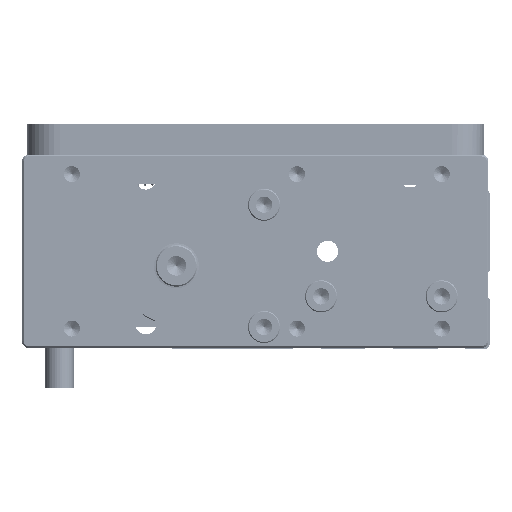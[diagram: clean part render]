
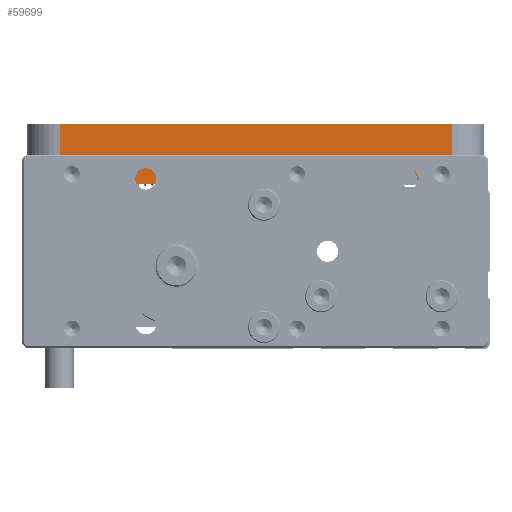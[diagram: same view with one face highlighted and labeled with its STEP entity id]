
A CAD part, left-side view. The second image highlights one B-rep face of the part: STEP entity #59699.
In plain terms, the highlighted face is planar.
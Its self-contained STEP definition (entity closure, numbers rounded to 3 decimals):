
#463 = ORIENTED_EDGE ( 'NONE', *, *, #99303, .T. ) ;
#1731 = LINE ( 'NONE', #66608, #3201 ) ;
#2335 = VECTOR ( 'NONE', #49655, 1000. ) ;
#3201 = VECTOR ( 'NONE', #104718, 1000. ) ;
#3449 = CARTESIAN_POINT ( 'NONE',  ( 75.5, 0., 23. ) ) ;
#4079 = CARTESIAN_POINT ( 'NONE',  ( 75.5, -51.3, 20.8 ) ) ;
#6671 = CARTESIAN_POINT ( 'NONE',  ( 75.5, -55.3, 19. ) ) ;
#8827 = EDGE_CURVE ( 'NONE', #123029, #123078, #88336, .T. ) ;
#9621 = LINE ( 'NONE', #83831, #30459 ) ;
#10546 = LINE ( 'NONE', #96616, #68451 ) ;
#11709 = DIRECTION ( 'NONE',  ( 0., 1., 0. ) ) ;
#13161 = ORIENTED_EDGE ( 'NONE', *, *, #27261, .F. ) ;
#13292 = CARTESIAN_POINT ( 'NONE',  ( 75.5, 19.5, 0. ) ) ;
#13433 = VERTEX_POINT ( 'NONE', #30539 ) ;
#13866 = DIRECTION ( 'NONE',  ( 0., -1., 0. ) ) ;
#16427 = ORIENTED_EDGE ( 'NONE', *, *, #93888, .F. ) ;
#18709 = EDGE_CURVE ( 'NONE', #97924, #87107, #49842, .T. ) ;
#19911 = ORIENTED_EDGE ( 'NONE', *, *, #38543, .F. ) ;
#21241 = EDGE_CURVE ( 'NONE', #123078, #62707, #75815, .T. ) ;
#22672 = CARTESIAN_POINT ( 'NONE',  ( 75.5, 19.5, 18.5 ) ) ;
#22828 = FACE_OUTER_BOUND ( 'NONE', #33890, .T. ) ;
#23445 = PLANE ( 'NONE',  #88989 ) ;
#23946 = CARTESIAN_POINT ( 'NONE',  ( 75.5, -55.3, 15.5 ) ) ;
#26431 = CARTESIAN_POINT ( 'NONE',  ( 75.5, -92., 19. ) ) ;
#26480 = LINE ( 'NONE', #102529, #34345 ) ;
#27194 = DIRECTION ( 'NONE',  ( 0., 0., 1. ) ) ;
#27261 = EDGE_CURVE ( 'NONE', #100052, #56607, #90745, .T. ) ;
#28522 = DIRECTION ( 'NONE',  ( 0., 0., -1. ) ) ;
#30459 = VECTOR ( 'NONE', #27194, 1000. ) ;
#30539 = CARTESIAN_POINT ( 'NONE',  ( 75.5, -102.5, 0. ) ) ;
#31012 = DIRECTION ( 'NONE',  ( 0., 1., 0. ) ) ;
#31670 = CARTESIAN_POINT ( 'NONE',  ( 75.5, 29.5, 0. ) ) ;
#32805 = DIRECTION ( 'NONE',  ( 0., 0., 1. ) ) ;
#32843 = LINE ( 'NONE', #34716, #43749 ) ;
#33243 = DIRECTION ( 'NONE',  ( 1., 0., 0. ) ) ;
#33890 = EDGE_LOOP ( 'NONE', ( #19911, #112092, #104793, #42008, #54155, #119002, #463, #91845, #13161, #16427, #101440, #39020 ) ) ;
#34345 = VECTOR ( 'NONE', #103136, 1000. ) ;
#34716 = CARTESIAN_POINT ( 'NONE',  ( 75.5, -51.3, 18.5 ) ) ;
#36282 = CARTESIAN_POINT ( 'NONE',  ( 75.5, -101., 19. ) ) ;
#37284 = EDGE_CURVE ( 'NONE', #67268, #13433, #26480, .T. ) ;
#38543 = EDGE_CURVE ( 'NONE', #62804, #123029, #97955, .T. ) ;
#39020 = ORIENTED_EDGE ( 'NONE', *, *, #8827, .F. ) ;
#42008 = ORIENTED_EDGE ( 'NONE', *, *, #98177, .F. ) ;
#42586 = CARTESIAN_POINT ( 'NONE',  ( 75.5, -84., 19. ) ) ;
#43667 = VECTOR ( 'NONE', #77241, 1000. ) ;
#43749 = VECTOR ( 'NONE', #119477, 1000. ) ;
#48157 = VECTOR ( 'NONE', #11709, 1000. ) ;
#49655 = DIRECTION ( 'NONE',  ( 0., 1., 0. ) ) ;
#49842 = LINE ( 'NONE', #76027, #43667 ) ;
#52167 = CARTESIAN_POINT ( 'NONE',  ( 75.5, -76., 19. ) ) ;
#54155 = ORIENTED_EDGE ( 'NONE', *, *, #37284, .T. ) ;
#56607 = VERTEX_POINT ( 'NONE', #114800 ) ;
#59699 = ADVANCED_FACE ( 'NONE', ( #22828 ), #23445, .F. ) ;
#62707 = VERTEX_POINT ( 'NONE', #23946 ) ;
#62804 = VERTEX_POINT ( 'NONE', #26431 ) ;
#66608 = CARTESIAN_POINT ( 'NONE',  ( 75.5, 29.5, 19. ) ) ;
#67255 = DIRECTION ( 'NONE',  ( 0., 1., 0. ) ) ;
#67268 = VERTEX_POINT ( 'NONE', #104867 ) ;
#68451 = VECTOR ( 'NONE', #67255, 1000. ) ;
#70111 = LINE ( 'NONE', #3449, #2335 ) ;
#74979 = CARTESIAN_POINT ( 'NONE',  ( 75.5, -51.3, 15.5 ) ) ;
#75815 = LINE ( 'NONE', #105167, #119125 ) ;
#76027 = CARTESIAN_POINT ( 'NONE',  ( 75.5, -101., 23. ) ) ;
#77241 = DIRECTION ( 'NONE',  ( 0., 0., -1. ) ) ;
#79646 = EDGE_CURVE ( 'NONE', #56607, #108411, #32843, .T. ) ;
#79994 = AXIS2_PLACEMENT_3D ( 'NONE', #42586, #33243, #13866 ) ;
#83831 = CARTESIAN_POINT ( 'NONE',  ( 75.5, 19.5, 19. ) ) ;
#84221 = EDGE_CURVE ( 'NONE', #13433, #117763, #96552, .T. ) ;
#87107 = VERTEX_POINT ( 'NONE', #36282 ) ;
#88336 = LINE ( 'NONE', #107654, #97904 ) ;
#88989 = AXIS2_PLACEMENT_3D ( 'NONE', #107568, #109403, #98240 ) ;
#90745 = LINE ( 'NONE', #4079, #121318 ) ;
#91565 = EDGE_CURVE ( 'NONE', #87107, #62804, #1731, .T. ) ;
#91845 = ORIENTED_EDGE ( 'NONE', *, *, #79646, .F. ) ;
#93888 = EDGE_CURVE ( 'NONE', #62707, #100052, #10546, .T. ) ;
#96552 = LINE ( 'NONE', #31670, #48157 ) ;
#96616 = CARTESIAN_POINT ( 'NONE',  ( 75.5, -55.3, 15.5 ) ) ;
#97904 = VECTOR ( 'NONE', #31012, 1000. ) ;
#97924 = VERTEX_POINT ( 'NONE', #112378 ) ;
#97955 = CIRCLE ( 'NONE', #79994, 8. ) ;
#98177 = EDGE_CURVE ( 'NONE', #67268, #97924, #70111, .T. ) ;
#98240 = DIRECTION ( 'NONE',  ( 0., -1., 0. ) ) ;
#99303 = EDGE_CURVE ( 'NONE', #117763, #108411, #9621, .T. ) ;
#100052 = VERTEX_POINT ( 'NONE', #74979 ) ;
#101440 = ORIENTED_EDGE ( 'NONE', *, *, #21241, .F. ) ;
#102529 = CARTESIAN_POINT ( 'NONE',  ( 75.5, -102.5, 19. ) ) ;
#103136 = DIRECTION ( 'NONE',  ( 0., 0., -1. ) ) ;
#104718 = DIRECTION ( 'NONE',  ( 0., 1., 0. ) ) ;
#104793 = ORIENTED_EDGE ( 'NONE', *, *, #18709, .F. ) ;
#104867 = CARTESIAN_POINT ( 'NONE',  ( 75.5, -102.5, 23. ) ) ;
#105167 = CARTESIAN_POINT ( 'NONE',  ( 75.5, -55.3, 20.8 ) ) ;
#107568 = CARTESIAN_POINT ( 'NONE',  ( 75.5, 29.5, 19. ) ) ;
#107654 = CARTESIAN_POINT ( 'NONE',  ( 75.5, 29.5, 19. ) ) ;
#108411 = VERTEX_POINT ( 'NONE', #22672 ) ;
#109403 = DIRECTION ( 'NONE',  ( -1., 0., 0. ) ) ;
#112092 = ORIENTED_EDGE ( 'NONE', *, *, #91565, .F. ) ;
#112378 = CARTESIAN_POINT ( 'NONE',  ( 75.5, -101., 23. ) ) ;
#114800 = CARTESIAN_POINT ( 'NONE',  ( 75.5, -51.3, 18.5 ) ) ;
#117763 = VERTEX_POINT ( 'NONE', #13292 ) ;
#119002 = ORIENTED_EDGE ( 'NONE', *, *, #84221, .T. ) ;
#119125 = VECTOR ( 'NONE', #28522, 1000. ) ;
#119477 = DIRECTION ( 'NONE',  ( 0., 1., 0. ) ) ;
#121318 = VECTOR ( 'NONE', #32805, 1000. ) ;
#123029 = VERTEX_POINT ( 'NONE', #52167 ) ;
#123078 = VERTEX_POINT ( 'NONE', #6671 ) ;
